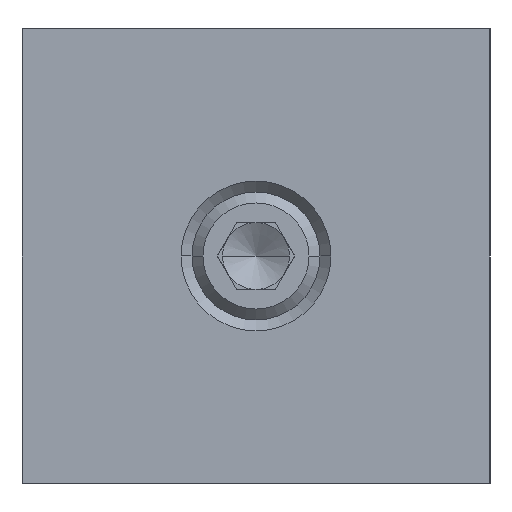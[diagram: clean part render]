
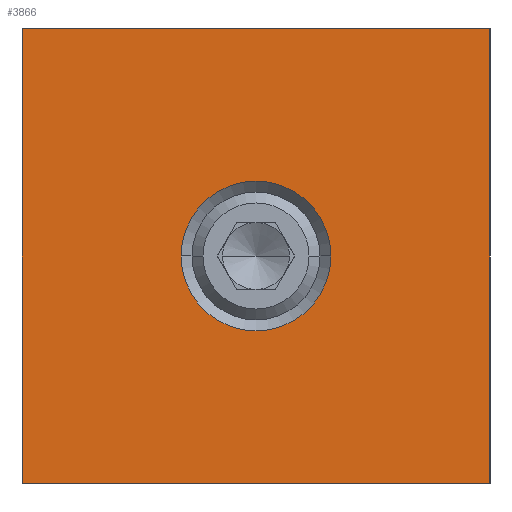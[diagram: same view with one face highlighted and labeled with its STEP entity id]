
A CAD part, left-side view. The second image highlights one B-rep face of the part: STEP entity #3866.
In plain terms, the highlighted planar face has unit normal (-1, 0, 0).
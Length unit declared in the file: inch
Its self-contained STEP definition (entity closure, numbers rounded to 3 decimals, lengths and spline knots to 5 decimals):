
#9=DIRECTION('',(0.,-1.,0.));
#10=VECTOR('',#9,1.75);
#11=CARTESIAN_POINT('',(0.,1.75,0.));
#12=LINE('',#11,#10);
#471=DIRECTION('',(0.,0.,1.));
#472=VECTOR('',#471,1.7);
#473=CARTESIAN_POINT('',(0.,0.,0.));
#474=LINE('',#473,#472);
#475=DIRECTION('',(0.,0.,1.));
#476=VECTOR('',#475,1.7);
#477=CARTESIAN_POINT('',(0.,1.75,0.));
#478=LINE('',#477,#476);
#479=CARTESIAN_POINT('',(0.,0.875,0.85));
#480=DIRECTION('',(1.,0.,0.));
#481=DIRECTION('',(0.,-1.,0.));
#482=AXIS2_PLACEMENT_3D('',#479,#480,#481);
#484=CARTESIAN_POINT('',(0.,0.875,0.85));
#485=DIRECTION('',(1.,0.,0.));
#486=DIRECTION('',(0.,1.,0.));
#487=AXIS2_PLACEMENT_3D('',#484,#485,#486);
#501=DIRECTION('',(0.,-1.,0.));
#502=VECTOR('',#501,1.75);
#503=CARTESIAN_POINT('',(0.,1.75,1.7));
#504=LINE('',#503,#502);
#3316=CARTESIAN_POINT('',(0.,1.75,0.));
#3317=CARTESIAN_POINT('',(0.,0.,0.));
#3318=VERTEX_POINT('',#3316);
#3319=VERTEX_POINT('',#3317);
#3320=CARTESIAN_POINT('',(0.,1.75,1.7));
#3321=CARTESIAN_POINT('',(0.,0.,1.7));
#3322=VERTEX_POINT('',#3320);
#3323=VERTEX_POINT('',#3321);
#3384=CARTESIAN_POINT('',(0.,0.595,0.85));
#3385=CARTESIAN_POINT('',(0.,1.155,0.85));
#3386=VERTEX_POINT('',#3384);
#3387=VERTEX_POINT('',#3385);
#3847=CARTESIAN_POINT('',(0.,1.75,0.));
#3848=DIRECTION('',(-1.,0.,0.));
#3849=DIRECTION('',(0.,-1.,0.));
#3850=AXIS2_PLACEMENT_3D('',#3847,#3848,#3849);
#3851=PLANE('',#3850);
#3852=ORIENTED_EDGE('',*,*,#3727,.F.);
#3854=ORIENTED_EDGE('',*,*,#3853,.T.);
#3856=ORIENTED_EDGE('',*,*,#3855,.T.);
#3857=ORIENTED_EDGE('',*,*,#3840,.F.);
#3858=EDGE_LOOP('',(#3852,#3854,#3856,#3857));
#3859=FACE_OUTER_BOUND('',#3858,.F.);
#3861=ORIENTED_EDGE('',*,*,#3860,.F.);
#3863=ORIENTED_EDGE('',*,*,#3862,.F.);
#3864=EDGE_LOOP('',(#3861,#3863));
#3865=FACE_BOUND('',#3864,.F.);
#3866=ADVANCED_FACE('',(#3859,#3865),#3851,.T.);
#483=CIRCLE('',#482,0.28);
#488=CIRCLE('',#487,0.28);
#3727=EDGE_CURVE('',#3318,#3319,#12,.T.);
#3840=EDGE_CURVE('',#3319,#3323,#474,.T.);
#3853=EDGE_CURVE('',#3318,#3322,#478,.T.);
#3855=EDGE_CURVE('',#3322,#3323,#504,.T.);
#3860=EDGE_CURVE('',#3386,#3387,#483,.T.);
#3862=EDGE_CURVE('',#3387,#3386,#488,.T.);
